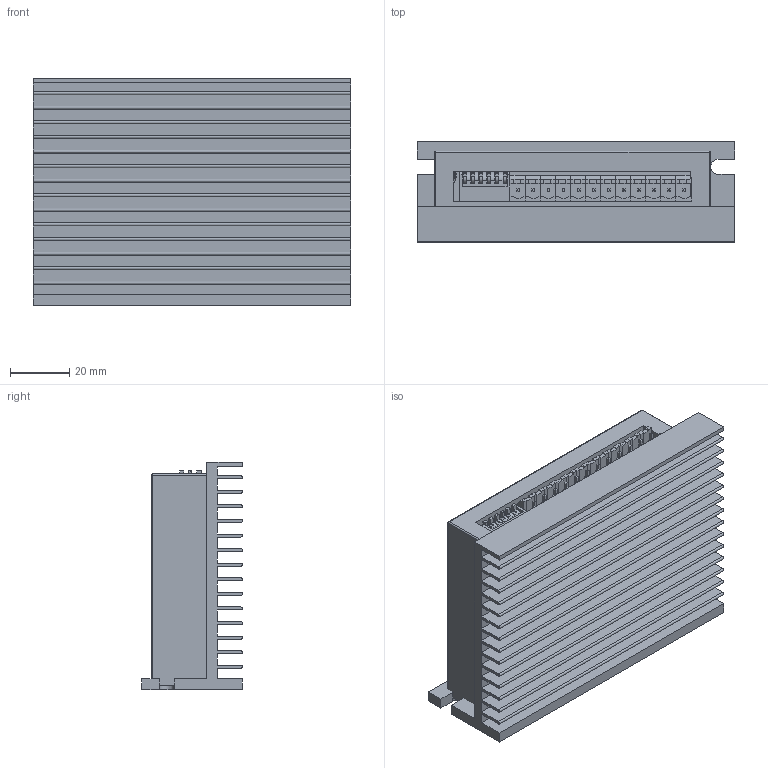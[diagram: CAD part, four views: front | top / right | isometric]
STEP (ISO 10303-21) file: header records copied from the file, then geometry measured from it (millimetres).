
FILE_DESCRIPTION(/* description */ (''),/* implementation_level */ '2;1');
FILE_NAME(/* name */ 'd17ebfb5-b977-41d4-8a1c-9dcf52be81e7.stp',/* time_stamp */ '2020-05-19T20:58:10+00:00',/* author */ (''),/* organization */ (''),/* preprocessor_version */ 'ST-DEVELOPER v18.1',/* originating_system */ 'Autodesk Translation Framework v9.3.0.1241',/* authorisation */ '');
FILE_SCHEMA (('AUTOMOTIVE_DESIGN { 1 0 10303 214 3 1 1 }'));
Length unit declared in the file: millimetre
Products named in the file (9): Driver HY-DIV268N-5A 6600TB; Component1; Component2; 94997A400_PAN HEAD PHILLIPS SCREW FOR SHEET METAL; Component5; Component6; pinos; Component8; Component9
Assembly tree (27 placements, depth 3):
  Driver HY-DIV268N-5A 6600TB
    Component1
    Component2
    94997A400_PAN HEAD PHILLIPS SCREW FOR SHEET METAL  x4
    Component5
    Component6  x12
    pinos
      Component8
      Component9  x6
Bounding box: 107 x 34 x 76.7 mm (x, y, z)
Volume: 187043.1 mm3; surface area: 85725.8 mm2
Topology: 26 solids, 26 shells, 1040 faces, 2721 edges, 1766 vertices
Faces by surface type: plane 644, cylinder 224, bspline 88, cone 36, sphere 28, torus 20
Full cylindrical faces by diameter (mm): 5.7 x4
Entity records: 10780 total; most frequent: CARTESIAN_POINT 3366, ORIENTED_EDGE 1560, DIRECTION 1392, EDGE_CURVE 780, LINE 522, VECTOR 522, VERTEX_POINT 512, AXIS2_PLACEMENT_3D 435
